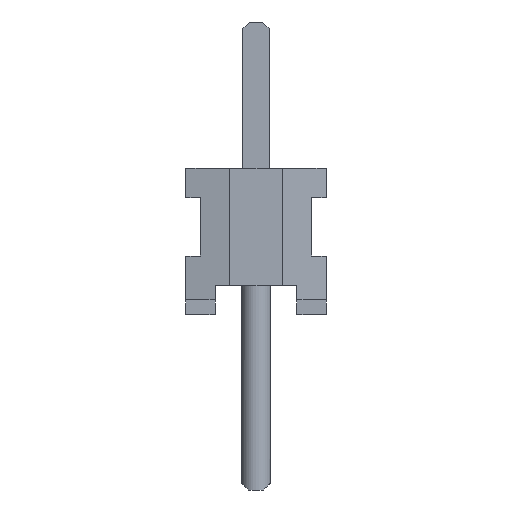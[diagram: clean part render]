
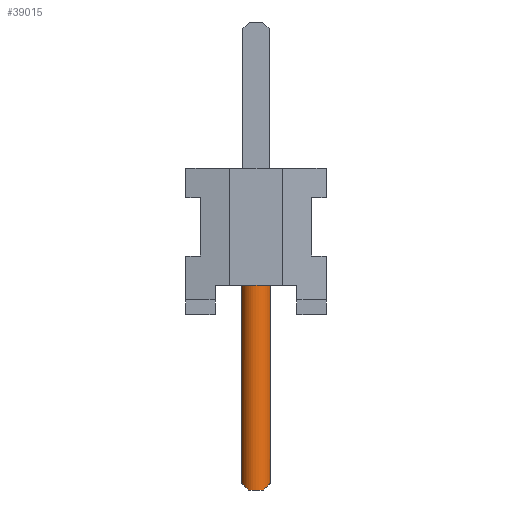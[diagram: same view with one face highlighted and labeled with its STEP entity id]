
A CAD part, left-side view. The second image highlights one B-rep face of the part: STEP entity #39015.
In plain terms, the highlighted cylindrical face has radius 0.254 mm (diameter 0.508 mm), a full revolution.
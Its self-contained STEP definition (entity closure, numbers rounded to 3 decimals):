
#37081 = EDGE_CURVE('',#37082,#37084,#37086,.T.);
#37082 = VERTEX_POINT('',#37083);
#37083 = CARTESIAN_POINT('',(-18.669,0.,1.27));
#37084 = VERTEX_POINT('',#37085);
#37085 = CARTESIAN_POINT('',(-18.195,0.127,1.27));
#37086 = CIRCLE('',#37087,0.254);
#37087 = AXIS2_PLACEMENT_3D('',#37088,#37089,#37090);
#37088 = CARTESIAN_POINT('',(-18.415,0.,1.27));
#37089 = DIRECTION('',(0.,0.,1.));
#37090 = DIRECTION('',(1.,0.,0.));
#37092 = EDGE_CURVE('',#37084,#37082,#37093,.T.);
#37093 = CIRCLE('',#37094,0.254);
#37094 = AXIS2_PLACEMENT_3D('',#37095,#37096,#37097);
#37095 = CARTESIAN_POINT('',(-18.415,0.,1.27));
#37096 = DIRECTION('',(0.,0.,1.));
#37097 = DIRECTION('',(1.,0.,0.));
#39015 = ADVANCED_FACE('',(#39016),#39062,.T.);
#39016 = FACE_BOUND('',#39017,.T.);
#39017 = EDGE_LOOP('',(#39018,#39019,#39026,#39035,#39044,#39053,#39060,
    #39061));
#39018 = ORIENTED_EDGE('',*,*,#37092,.F.);
#39019 = ORIENTED_EDGE('',*,*,#39020,.T.);
#39020 = EDGE_CURVE('',#37084,#39021,#39023,.T.);
#39021 = VERTEX_POINT('',#39022);
#39022 = CARTESIAN_POINT('',(-18.195,0.127,-3.048));
#39023 = B_SPLINE_CURVE_WITH_KNOTS('',1,(#39024,#39025),.UNSPECIFIED.,
  .F.,.F.,(2,2),(0.,4.318),.PIECEWISE_BEZIER_KNOTS.);
#39024 = CARTESIAN_POINT('',(-18.195,0.127,1.27));
#39025 = CARTESIAN_POINT('',(-18.195,0.127,-3.048));
#39026 = ORIENTED_EDGE('',*,*,#39027,.T.);
#39027 = EDGE_CURVE('',#39021,#39028,#39030,.T.);
#39028 = VERTEX_POINT('',#39029);
#39029 = CARTESIAN_POINT('',(-18.635,0.127,-3.048));
#39030 = ELLIPSE('',#39031,0.359,0.254);
#39031 = AXIS2_PLACEMENT_3D('',#39032,#39033,#39034);
#39032 = CARTESIAN_POINT('',(-18.415,0.,-3.175));
#39033 = DIRECTION('',(0.,-0.707,0.707));
#39034 = DIRECTION('',(0.,-0.707,-0.707));
#39035 = ORIENTED_EDGE('',*,*,#39036,.T.);
#39036 = EDGE_CURVE('',#39028,#39037,#39039,.T.);
#39037 = VERTEX_POINT('',#39038);
#39038 = CARTESIAN_POINT('',(-18.635,-0.127,-3.048));
#39039 = CIRCLE('',#39040,0.254);
#39040 = AXIS2_PLACEMENT_3D('',#39041,#39042,#39043);
#39041 = CARTESIAN_POINT('',(-18.415,0.,-3.048));
#39042 = DIRECTION('',(0.,0.,1.));
#39043 = DIRECTION('',(0.,-1.,0.));
#39044 = ORIENTED_EDGE('',*,*,#39045,.T.);
#39045 = EDGE_CURVE('',#39037,#39046,#39048,.T.);
#39046 = VERTEX_POINT('',#39047);
#39047 = CARTESIAN_POINT('',(-18.195,-0.127,-3.048));
#39048 = ELLIPSE('',#39049,0.359,0.254);
#39049 = AXIS2_PLACEMENT_3D('',#39050,#39051,#39052);
#39050 = CARTESIAN_POINT('',(-18.415,0.,-3.175));
#39051 = DIRECTION('',(0.,0.707,0.707));
#39052 = DIRECTION('',(0.,0.707,-0.707));
#39053 = ORIENTED_EDGE('',*,*,#39054,.T.);
#39054 = EDGE_CURVE('',#39046,#39021,#39055,.T.);
#39055 = CIRCLE('',#39056,0.254);
#39056 = AXIS2_PLACEMENT_3D('',#39057,#39058,#39059);
#39057 = CARTESIAN_POINT('',(-18.415,0.,-3.048));
#39058 = DIRECTION('',(0.,0.,1.));
#39059 = DIRECTION('',(0.,-1.,0.));
#39060 = ORIENTED_EDGE('',*,*,#39020,.F.);
#39061 = ORIENTED_EDGE('',*,*,#37081,.F.);
#39062 = CYLINDRICAL_SURFACE('',#39063,0.254);
#39063 = AXIS2_PLACEMENT_3D('',#39064,#39065,#39066);
#39064 = CARTESIAN_POINT('',(-18.415,0.,1.27));
#39065 = DIRECTION('',(0.,0.,-1.));
#39066 = DIRECTION('',(0.,1.,0.));
